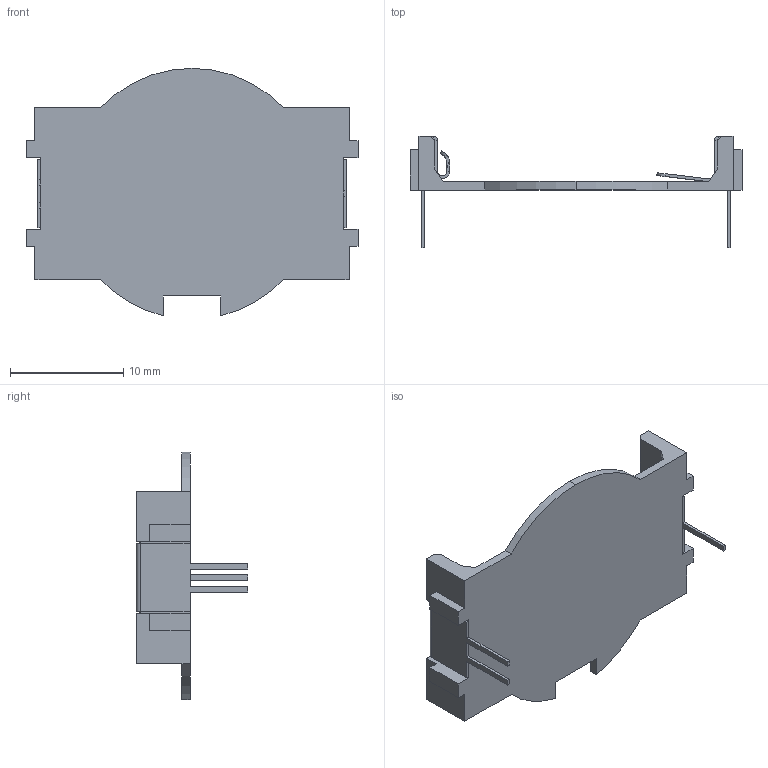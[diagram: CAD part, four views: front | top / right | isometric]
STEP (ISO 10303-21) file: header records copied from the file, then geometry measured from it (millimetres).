
FILE_DESCRIPTION (( 'STEP AP214' ), '1' );
FILE_NAME ('BHSD-2032-PC.STEP', '2019-10-09T13:38:24', ( '' ), ( '' ), 'SwSTEP 2.0', 'SolidWorks 2017', '' );
FILE_SCHEMA (( 'AUTOMOTIVE_DESIGN' ));
Length unit declared in the file: millimetre
Products named in the file (1): BHSD-2032-PC
Bounding box: 29.27 x 9.83 x 21.8 mm (x, y, z)
Volume: 552 mm3; surface area: 1650.2 mm2
Topology: 3 solids, 3 shells, 174 faces, 460 edges, 286 vertices
Faces by surface type: plane 130, cylinder 40, sphere 4
Entity records: 5348 total; most frequent: CARTESIAN_POINT 1017, ORIENTED_EDGE 904, DIRECTION 870, EDGE_CURVE 452, VECTOR 352, LINE 352, VERTEX_POINT 282, AXIS2_PLACEMENT_3D 259
